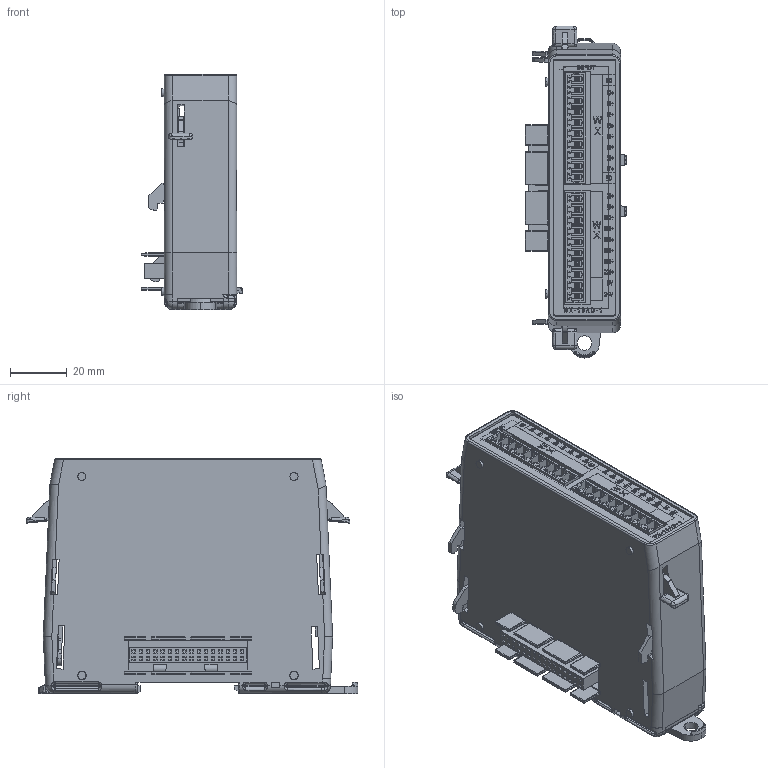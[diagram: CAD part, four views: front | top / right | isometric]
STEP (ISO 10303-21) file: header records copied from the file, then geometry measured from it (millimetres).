
FILE_DESCRIPTION (( 'STEP AP214' ), '1' );
FILE_NAME ('BX-16AD-1.STEP', '2019-05-07T18:06:33', ( '' ), ( '' ), 'SwSTEP 2.0', 'SolidWorks 2017', '' );
FILE_SCHEMA (( 'AUTOMOTIVE_DESIGN' ));
Length unit declared in the file: inch
Products named in the file (1): BX-16AD-1
Bounding box: 35.6 x 116.5 x 82.55 mm (x, y, z)
Volume: 154972.1 mm3; surface area: 57587 mm2
Topology: 10 solids, 32 shells, 4874 faces, 12730 edges, 8152 vertices
Faces by surface type: plane 3509, cylinder 627, bspline 567, cone 114, torus 46, sphere 11
Entity records: 191568 total; most frequent: CARTESIAN_POINT 66757, ORIENTED_EDGE 25412, DIRECTION 20741, EDGE_CURVE 12706, VECTOR 9759, LINE 9759, VERTEX_POINT 8144, AXIS2_PLACEMENT_3D 5491
